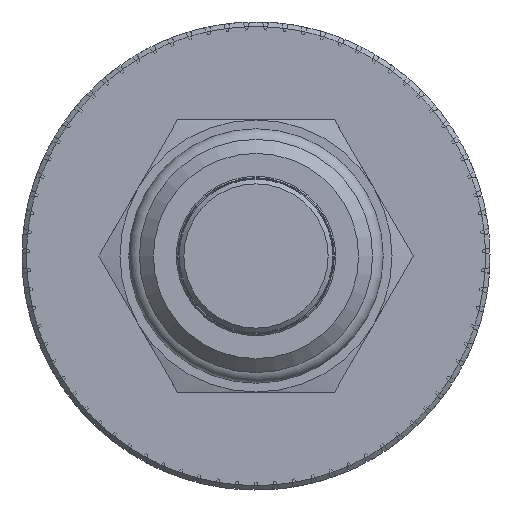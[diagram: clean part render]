
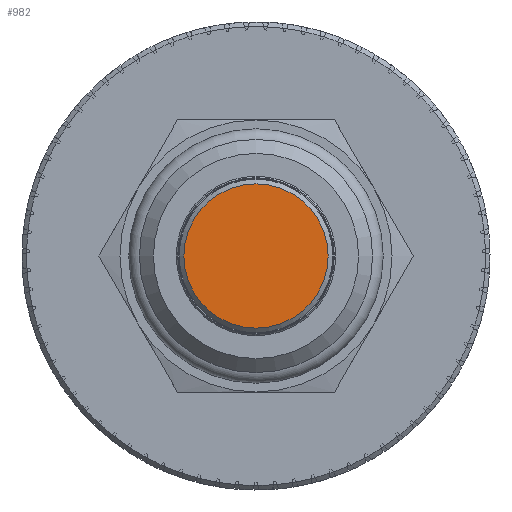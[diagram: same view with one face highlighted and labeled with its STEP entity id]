
A CAD part, front view. The second image highlights one B-rep face of the part: STEP entity #982.
In plain terms, the highlighted planar face has unit normal (0, -1, 0).
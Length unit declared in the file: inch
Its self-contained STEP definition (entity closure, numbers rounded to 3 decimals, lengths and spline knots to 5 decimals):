
#966=CARTESIAN_POINT('',(0.0,-2.071,0.0));
#967=DIRECTION('',(0.0,-1.0,0.0));
#968=DIRECTION('',(-1.0,0.0,0.0));
#969=AXIS2_PLACEMENT_3D('',#966,#967,#968);
#970=PLANE('',#969);
#971=CARTESIAN_POINT('',(-0.232,-2.071,0.));
#972=VERTEX_POINT('',#971);
#973=CARTESIAN_POINT('',(0.0,-2.071,0.0));
#974=DIRECTION('',(0.0,1.0,0.0));
#975=DIRECTION('',(1.0,0.0,0.0));
#976=AXIS2_PLACEMENT_3D('',#973,#974,#975);
#977=CIRCLE('',#976,0.232);
#978=EDGE_CURVE('',#972,#972,#977,.T.);
#979=ORIENTED_EDGE('',*,*,#978,.F.);
#980=EDGE_LOOP('',(#979));
#981=FACE_OUTER_BOUND('',#980,.T.);
#982=ADVANCED_FACE('',(#981),#970,.T.);
